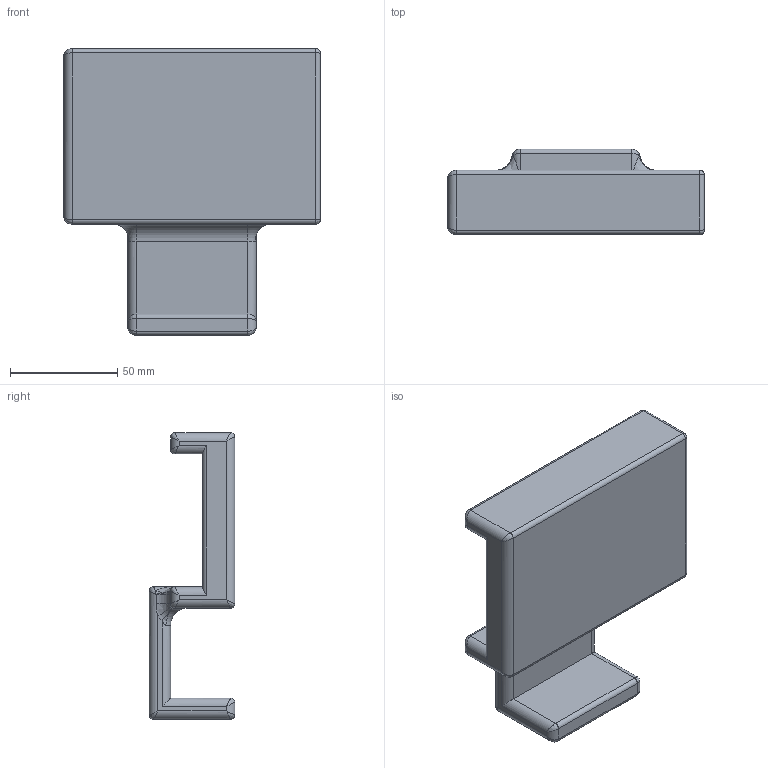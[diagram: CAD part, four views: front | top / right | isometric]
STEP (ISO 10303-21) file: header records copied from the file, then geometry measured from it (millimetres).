
FILE_DESCRIPTION((''),'2;1');
FILE_NAME('FYBUFPR008','2025-05-26T20:41:09',('t-gamer'),(''),'CREO PARAMETRIC BY PTC INC, 2024063','CREO PARAMETRIC BY PTC INC, 2024063','');
FILE_SCHEMA(('CONFIG_CONTROL_DESIGN'));
Length unit declared in the file: millimetre
Products named in the file (1): FYBUFPR008
Bounding box: 120 x 40 x 134 mm (x, y, z)
Volume: 201495.1 mm3; surface area: 45093.9 mm2
Topology: 1 solids, 1 shells, 102 faces, 218 edges, 118 vertices
Faces by surface type: cylinder 46, bspline 30, plane 20, torus 6
Entity records: 4584 total; most frequent: CARTESIAN_POINT 2590, ORIENTED_EDGE 436, DIRECTION 354, EDGE_CURVE 218, AXIS2_PLACEMENT_3D 130, VERTEX_POINT 118, EDGE_LOOP 102, FACE_OUTER_BOUND 102
